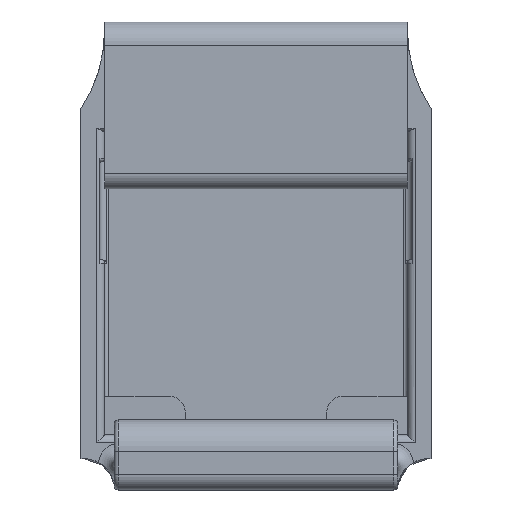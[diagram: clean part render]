
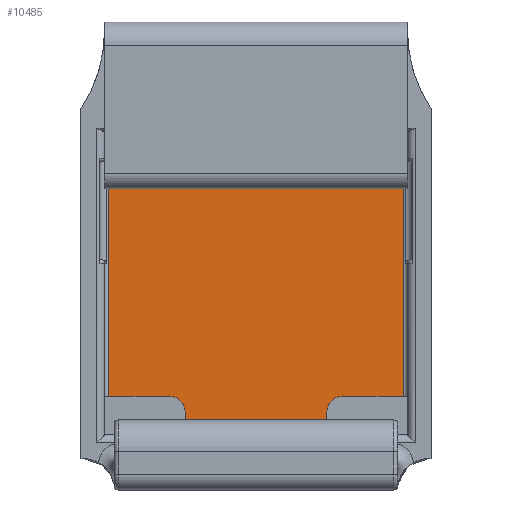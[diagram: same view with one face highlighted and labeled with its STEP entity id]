
A CAD part, front view. The second image highlights one B-rep face of the part: STEP entity #10485.
In plain terms, the highlighted planar face has unit normal (0, -1, 0).
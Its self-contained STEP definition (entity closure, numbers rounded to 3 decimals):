
#859=PLANE('',#11131);
#1473=FACE_OUTER_BOUND('',#2081,.T.);
#2081=EDGE_LOOP('',(#9266,#9267,#9268,#9269,#9270,#9271,#9272,#9273,#9274,
#9275,#9276,#9277,#9278,#9279,#9280,#9281));
#2265=LINE('',#13522,#3170);
#2276=LINE('',#13603,#3181);
#2305=LINE('',#13761,#3210);
#2312=LINE('',#13780,#3217);
#2827=LINE('',#17448,#3732);
#2832=LINE('',#17458,#3737);
#2835=LINE('',#17466,#3740);
#2875=LINE('',#18111,#3780);
#2882=LINE('',#18203,#3787);
#2883=LINE('',#18205,#3788);
#2963=LINE('',#18733,#3868);
#2964=LINE('',#18735,#3869);
#3170=VECTOR('',#11384,10.);
#3181=VECTOR('',#11421,10.);
#3210=VECTOR('',#11522,10.);
#3217=VECTOR('',#11541,10.);
#3732=VECTOR('',#12416,10.);
#3737=VECTOR('',#12427,10.);
#3740=VECTOR('',#12434,10.);
#3780=VECTOR('',#12508,10.);
#3787=VECTOR('',#12531,10.);
#3788=VECTOR('',#12534,10.);
#3868=VECTOR('',#12886,10.);
#3869=VECTOR('',#12889,10.);
#4110=CIRCLE('',#10774,1.);
#4113=CIRCLE('',#10780,1.);
#4145=CIRCLE('',#10981,2.);
#4149=CIRCLE('',#10987,2.);
#4283=VERTEX_POINT('',#13519);
#4284=VERTEX_POINT('',#13521);
#4301=VERTEX_POINT('',#13600);
#4302=VERTEX_POINT('',#13602);
#4329=VERTEX_POINT('',#13749);
#4330=VERTEX_POINT('',#13751);
#4332=VERTEX_POINT('',#13760);
#4336=VERTEX_POINT('',#13769);
#4337=VERTEX_POINT('',#13771);
#4859=VERTEX_POINT('',#17447);
#4861=VERTEX_POINT('',#17457);
#4864=VERTEX_POINT('',#17464);
#5007=VERTEX_POINT('',#18082);
#5010=VERTEX_POINT('',#18103);
#5012=VERTEX_POINT('',#18109);
#5014=VERTEX_POINT('',#18115);
#5343=EDGE_CURVE('',#4283,#4284,#2265,.T.);
#5366=EDGE_CURVE('',#4301,#4302,#2276,.T.);
#5412=EDGE_CURVE('',#4329,#4330,#4110,.F.);
#5417=EDGE_CURVE('',#4332,#4330,#2305,.T.);
#5422=EDGE_CURVE('',#4336,#4337,#4113,.F.);
#5427=EDGE_CURVE('',#4283,#4337,#2312,.T.);
#6208=EDGE_CURVE('',#4332,#4859,#2827,.T.);
#6214=EDGE_CURVE('',#4861,#4284,#2832,.T.);
#6219=EDGE_CURVE('',#4301,#4864,#2835,.T.);
#6367=EDGE_CURVE('',#5010,#5007,#4145,.T.);
#6370=EDGE_CURVE('',#5012,#5010,#2875,.T.);
#6373=EDGE_CURVE('',#5014,#5012,#4149,.T.);
#6384=EDGE_CURVE('',#4336,#4859,#2882,.T.);
#6385=EDGE_CURVE('',#4329,#4302,#2883,.T.);
#6551=EDGE_CURVE('',#5007,#4864,#2963,.T.);
#6552=EDGE_CURVE('',#4861,#5014,#2964,.T.);
#9266=ORIENTED_EDGE('',*,*,#6208,.F.);
#9267=ORIENTED_EDGE('',*,*,#5417,.T.);
#9268=ORIENTED_EDGE('',*,*,#5412,.F.);
#9269=ORIENTED_EDGE('',*,*,#6385,.T.);
#9270=ORIENTED_EDGE('',*,*,#5366,.F.);
#9271=ORIENTED_EDGE('',*,*,#6219,.T.);
#9272=ORIENTED_EDGE('',*,*,#6551,.F.);
#9273=ORIENTED_EDGE('',*,*,#6367,.F.);
#9274=ORIENTED_EDGE('',*,*,#6370,.F.);
#9275=ORIENTED_EDGE('',*,*,#6373,.F.);
#9276=ORIENTED_EDGE('',*,*,#6552,.F.);
#9277=ORIENTED_EDGE('',*,*,#6214,.T.);
#9278=ORIENTED_EDGE('',*,*,#5343,.F.);
#9279=ORIENTED_EDGE('',*,*,#5427,.T.);
#9280=ORIENTED_EDGE('',*,*,#5422,.F.);
#9281=ORIENTED_EDGE('',*,*,#6384,.T.);
#10485=ADVANCED_FACE('',(#1473),#859,.F.);
#10774=AXIS2_PLACEMENT_3D('',#13752,#11512,#11513);
#10780=AXIS2_PLACEMENT_3D('',#13772,#11531,#11532);
#10981=AXIS2_PLACEMENT_3D('',#18105,#12500,#12501);
#10987=AXIS2_PLACEMENT_3D('',#18117,#12514,#12515);
#11131=AXIS2_PLACEMENT_3D('',#18736,#12890,#12891);
#11384=DIRECTION('',(0.,0.,1.));
#11421=DIRECTION('',(0.,0.,-1.));
#11512=DIRECTION('center_axis',(0.,1.,0.));
#11513=DIRECTION('ref_axis',(-0.707,0.,0.707));
#11522=DIRECTION('',(0.,0.,1.));
#11531=DIRECTION('center_axis',(0.,1.,0.));
#11532=DIRECTION('ref_axis',(0.707,0.,0.707));
#11541=DIRECTION('',(1.,0.,0.));
#12416=DIRECTION('',(-1.,0.,0.));
#12427=DIRECTION('',(-1.,0.,0.));
#12434=DIRECTION('',(-1.,0.,0.));
#12500=DIRECTION('center_axis',(0.,-1.,0.));
#12501=DIRECTION('ref_axis',(0.473,0.,-0.881));
#12508=DIRECTION('',(1.,0.,0.));
#12514=DIRECTION('center_axis',(0.,-1.,0.));
#12515=DIRECTION('ref_axis',(-0.473,0.,-0.881));
#12531=DIRECTION('',(0.,0.,-1.));
#12534=DIRECTION('',(1.,0.,0.));
#12886=DIRECTION('',(0.,0.,-1.));
#12889=DIRECTION('',(0.,0.,1.));
#12890=DIRECTION('center_axis',(0.,1.,0.));
#12891=DIRECTION('ref_axis',(-1.,0.,0.));
#13519=CARTESIAN_POINT('',(-9.375,13.5,-7.175));
#13521=CARTESIAN_POINT('',(-9.375,13.5,9.625));
#13522=CARTESIAN_POINT('',(-9.375,13.5,4.813));
#13600=CARTESIAN_POINT('',(9.375,13.5,9.625));
#13602=CARTESIAN_POINT('',(9.375,13.5,-7.175));
#13603=CARTESIAN_POINT('',(9.375,13.5,-4.813));
#13749=CARTESIAN_POINT('',(5.5,13.5,-7.175));
#13751=CARTESIAN_POINT('',(4.5,13.5,-8.175));
#13752=CARTESIAN_POINT('Origin',(5.5,13.5,-8.175));
#13760=CARTESIAN_POINT('',(4.5,13.5,-9.375));
#13761=CARTESIAN_POINT('',(4.5,13.5,-3.588));
#13769=CARTESIAN_POINT('',(-4.5,13.5,-8.175));
#13771=CARTESIAN_POINT('',(-5.5,13.5,-7.175));
#13772=CARTESIAN_POINT('Origin',(-5.5,13.5,-8.175));
#13780=CARTESIAN_POINT('',(-2.25,13.5,-7.175));
#17447=CARTESIAN_POINT('',(-4.5,13.5,-9.375));
#17448=CARTESIAN_POINT('',(-4.813,13.5,-9.375));
#17457=CARTESIAN_POINT('',(-8.725,13.5,9.625));
#17458=CARTESIAN_POINT('',(9.625,13.5,9.625));
#17464=CARTESIAN_POINT('',(8.725,13.5,9.625));
#17466=CARTESIAN_POINT('',(9.625,13.5,9.625));
#18082=CARTESIAN_POINT('',(8.725,13.5,11.064));
#18103=CARTESIAN_POINT('',(7.475,13.5,10.625));
#18105=CARTESIAN_POINT('Origin',(7.475,13.5,12.625));
#18109=CARTESIAN_POINT('',(-7.475,13.5,10.625));
#18111=CARTESIAN_POINT('',(4.488,13.5,10.625));
#18115=CARTESIAN_POINT('',(-8.725,13.5,11.064));
#18117=CARTESIAN_POINT('Origin',(-7.475,13.5,12.625));
#18203=CARTESIAN_POINT('',(-4.5,13.5,-4.813));
#18205=CARTESIAN_POINT('',(4.813,13.5,-7.175));
#18733=CARTESIAN_POINT('',(8.725,13.5,4.813));
#18735=CARTESIAN_POINT('',(-8.725,13.5,5.563));
#18736=CARTESIAN_POINT('Origin',(0.,13.5,0.));
